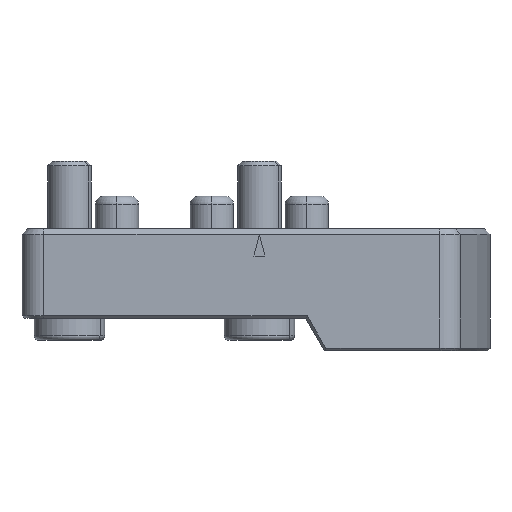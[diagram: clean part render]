
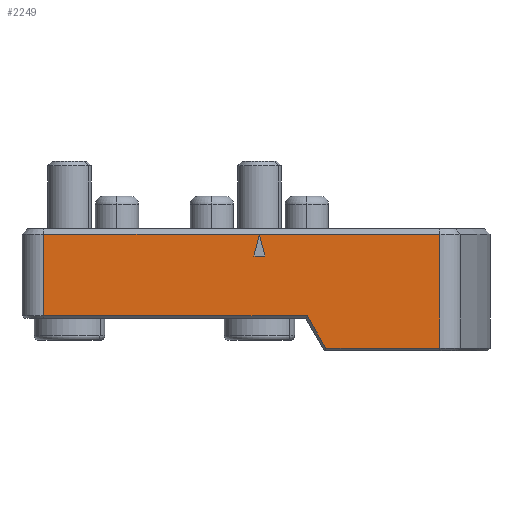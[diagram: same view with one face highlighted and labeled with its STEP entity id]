
A CAD part, front view. The second image highlights one B-rep face of the part: STEP entity #2249.
In plain terms, the highlighted planar face has unit normal (0, -1, 0).
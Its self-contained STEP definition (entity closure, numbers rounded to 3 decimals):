
#1165=EDGE_CURVE('NONE',#2499,#3057,#3246,.T.);
#1329=EDGE_CURVE('NONE',#3009,#2851,#3429,.T.);
#1381=VERTEX_POINT('NONE',#3486);
#1559=EDGE_CURVE('NONE',#2851,#2625,#3682,.T.);
#1769=EDGE_CURVE('NONE',#2707,#3009,#3922,.T.);
#1993=EDGE_CURVE('NONE',#2305,#3057,#4173,.T.);
#2143=EDGE_CURVE('NONE',#2625,#2305,#4343,.T.);
#2249=ADVANCED_FACE('NONE',(#4459),#4460,.F.);
#2295=EDGE_CURVE('NONE',#1381,#2707,#4511,.T.);
#2305=VERTEX_POINT('NONE',#4522);
#2343=VERTEX_POINT('NONE',#4565);
#2499=VERTEX_POINT('NONE',#4739);
#2625=VERTEX_POINT('NONE',#4885);
#2669=EDGE_CURVE('NONE',#3057,#2343,#4934,.T.);
#2707=VERTEX_POINT('NONE',#4976);
#2775=EDGE_CURVE('NONE',#2343,#2499,#5053,.T.);
#2837=EDGE_CURVE('NONE',#3057,#1381,#5123,.T.);
#2851=VERTEX_POINT('NONE',#5138);
#3009=VERTEX_POINT('NONE',#5317);
#3057=VERTEX_POINT('NONE',#5374);
#3246=LINE('',#5605,#5606);
#3429=LINE('',#5847,#5848);
#3486=CARTESIAN_POINT('',(10.25,-34.0,-1.));
#3682=LINE('',#6184,#6185);
#3922=LINE('',#6508,#6509);
#4173=LINE('',#6828,#6829);
#4343=LINE('',#7060,#7061);
#4459=FACE_OUTER_BOUND('',#7220,.T.);
#4460=PLANE('',#7221);
#4511=LINE('',#7288,#7289);
#4522=CARTESIAN_POINT('',(83.26,-34.0,-1.));
#4565=CARTESIAN_POINT('',(49.0,-34.0,-5.));
#4739=CARTESIAN_POINT('',(51.0,-34.0,-5.));
#4885=CARTESIAN_POINT('',(83.26,-34.0,-22.0));
#4934=LINE('',#7855,#7856);
#4976=CARTESIAN_POINT('',(10.25,-34.0,-16.0));
#5053=LINE('',#8018,#8019);
#5123=LINE('',#8112,#8113);
#5138=CARTESIAN_POINT('',(62.253,-34.0,-22.0));
#5317=CARTESIAN_POINT('',(58.789,-34.0,-16.0));
#5374=CARTESIAN_POINT('',(50.0,-34.0,-1.));
#5605=CARTESIAN_POINT('',(51.0,-34.0,-5.));
#5606=VECTOR('',#8653,1000.0);
#5847=CARTESIAN_POINT('',(62.108,-34.0,-21.75));
#5848=VECTOR('',#8868,1000.0);
#6184=CARTESIAN_POINT('',(6.25,-34.0,-22.0));
#6185=VECTOR('',#9181,1000.0);
#6508=CARTESIAN_POINT('',(58.5,-34.0,-16.0));
#6509=VECTOR('',#9499,1000.0);
#6828=CARTESIAN_POINT('',(10.25,-34.0,-1.));
#6829=VECTOR('',#9815,1000.0);
#7060=CARTESIAN_POINT('',(83.26,-34.0,-22.5));
#7061=VECTOR('',#10046,1000.0);
#7220=EDGE_LOOP('',(#10171,#10172,#10173,#10174,#10175,#10176,#10177,#10178,#10179,#10180));
#7221=AXIS2_PLACEMENT_3D('',#10181,#10182,#10183);
#7288=CARTESIAN_POINT('',(10.25,-34.0,-22.5));
#7289=VECTOR('',#10238,1000.0);
#7855=CARTESIAN_POINT('',(50.0,-34.0,-1.));
#7856=VECTOR('',#10738,1000.0);
#8018=CARTESIAN_POINT('',(49.0,-34.0,-5.));
#8019=VECTOR('',#10874,1000.0);
#8112=CARTESIAN_POINT('',(10.25,-34.0,-1.));
#8113=VECTOR('',#10960,1000.0);
#8653=DIRECTION('',(-0.243,0.,0.97));
#8868=DIRECTION('',(0.5,0.,-0.866));
#9181=DIRECTION('',(1.0,0.,0.));
#9499=DIRECTION('',(1.0,0.,0.));
#9815=DIRECTION('',(-1.0,0.,0.));
#10046=DIRECTION('',(0.,-0.0,1.0));
#10171=ORIENTED_EDGE('',*,*,#1165,.F.);
#10172=ORIENTED_EDGE('',*,*,#2775,.F.);
#10173=ORIENTED_EDGE('',*,*,#2669,.F.);
#10174=ORIENTED_EDGE('',*,*,#2837,.T.);
#10175=ORIENTED_EDGE('',*,*,#2295,.T.);
#10176=ORIENTED_EDGE('',*,*,#1769,.T.);
#10177=ORIENTED_EDGE('',*,*,#1329,.T.);
#10178=ORIENTED_EDGE('',*,*,#1559,.T.);
#10179=ORIENTED_EDGE('',*,*,#2143,.T.);
#10180=ORIENTED_EDGE('',*,*,#1993,.T.);
#10181=CARTESIAN_POINT('',(6.25,-34.0,-22.5));
#10182=DIRECTION('',(0.,1.0,0.));
#10183=DIRECTION('',(-1.0,0.,0.));
#10238=DIRECTION('',(0.,0.0,-1.0));
#10738=DIRECTION('',(-0.243,0.,-0.97));
#10874=DIRECTION('',(1.0,0.,0.));
#10960=DIRECTION('',(-1.0,0.,0.));
